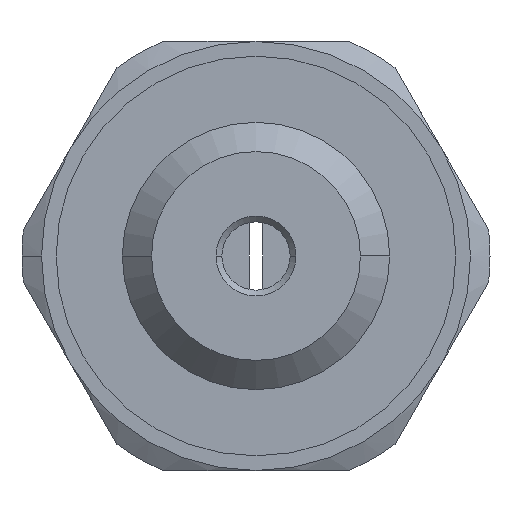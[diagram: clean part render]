
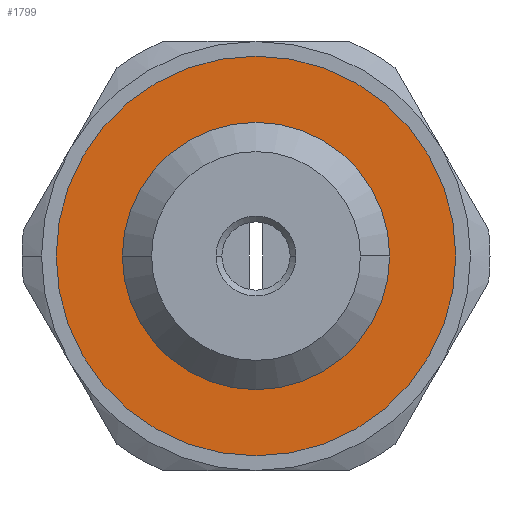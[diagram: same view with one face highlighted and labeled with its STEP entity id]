
A CAD part, front view. The second image highlights one B-rep face of the part: STEP entity #1799.
In plain terms, the highlighted planar face has unit normal (0, -1, 0).
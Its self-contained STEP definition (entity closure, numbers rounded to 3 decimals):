
#375 = AXIS2_PLACEMENT_3D ( 'NONE', #6727, #4185, #724 ) ;
#516 = FACE_BOUND ( 'NONE', #1205, .T. ) ;
#629 = CARTESIAN_POINT ( 'NONE',  ( 6.855, 0., 0. ) ) ;
#724 = DIRECTION ( 'NONE',  ( 1., 0., 0. ) ) ;
#1205 = EDGE_LOOP ( 'NONE', ( #2464, #2044 ) ) ;
#1799 = ADVANCED_FACE ( 'NONE', ( #516, #6024 ), #5414, .F. ) ;
#2000 = DIRECTION ( 'NONE',  ( 0., 1., 0. ) ) ;
#2044 = ORIENTED_EDGE ( 'NONE', *, *, #3743, .F. ) ;
#2099 = DIRECTION ( 'NONE',  ( 1., 0., 0. ) ) ;
#2253 = ORIENTED_EDGE ( 'NONE', *, *, #6136, .T. ) ;
#2346 = DIRECTION ( 'NONE',  ( 1., 0., 0. ) ) ;
#2428 = EDGE_LOOP ( 'NONE', ( #2924, #2253 ) ) ;
#2464 = ORIENTED_EDGE ( 'NONE', *, *, #5867, .F. ) ;
#2768 = AXIS2_PLACEMENT_3D ( 'NONE', #6606, #2000, #5946 ) ;
#2805 = CIRCLE ( 'NONE', #6201, 6.855 ) ;
#2822 = VERTEX_POINT ( 'NONE', #629 ) ;
#2924 = ORIENTED_EDGE ( 'NONE', *, *, #3619, .T. ) ;
#3193 = DIRECTION ( 'NONE',  ( 0., -1., 0. ) ) ;
#3384 = AXIS2_PLACEMENT_3D ( 'NONE', #7269, #3193, #5948 ) ;
#3619 = EDGE_CURVE ( 'NONE', #3642, #6020, #5215, .T. ) ;
#3642 = VERTEX_POINT ( 'NONE', #7346 ) ;
#3743 = EDGE_CURVE ( 'NONE', #7822, #2822, #7190, .T. ) ;
#4185 = DIRECTION ( 'NONE',  ( 0., -1., 0. ) ) ;
#4418 = CARTESIAN_POINT ( 'NONE',  ( 0., 0., 0. ) ) ;
#5215 = CIRCLE ( 'NONE', #375, 10.25 ) ;
#5381 = CARTESIAN_POINT ( 'NONE',  ( -6.855, 0., 0. ) ) ;
#5414 = PLANE ( 'NONE',  #2768 ) ;
#5514 = DIRECTION ( 'NONE',  ( 0., -1., 0. ) ) ;
#5867 = EDGE_CURVE ( 'NONE', #2822, #7822, #2805, .T. ) ;
#5946 = DIRECTION ( 'NONE',  ( 0., 0., 1. ) ) ;
#5948 = DIRECTION ( 'NONE',  ( 1., 0., 0. ) ) ;
#6020 = VERTEX_POINT ( 'NONE', #7966 ) ;
#6024 = FACE_OUTER_BOUND ( 'NONE', #2428, .T. ) ;
#6136 = EDGE_CURVE ( 'NONE', #6020, #3642, #7032, .T. ) ;
#6201 = AXIS2_PLACEMENT_3D ( 'NONE', #6892, #5514, #2099 ) ;
#6318 = AXIS2_PLACEMENT_3D ( 'NONE', #4418, #8541, #2346 ) ;
#6606 = CARTESIAN_POINT ( 'NONE',  ( 19.053, 0., -11. ) ) ;
#6727 = CARTESIAN_POINT ( 'NONE',  ( 0., 0., 0. ) ) ;
#6892 = CARTESIAN_POINT ( 'NONE',  ( 0., 0., 0. ) ) ;
#7032 = CIRCLE ( 'NONE', #6318, 10.25 ) ;
#7190 = CIRCLE ( 'NONE', #3384, 6.855 ) ;
#7269 = CARTESIAN_POINT ( 'NONE',  ( 0., 0., 0. ) ) ;
#7346 = CARTESIAN_POINT ( 'NONE',  ( 10.25, 0., 0. ) ) ;
#7822 = VERTEX_POINT ( 'NONE', #5381 ) ;
#7966 = CARTESIAN_POINT ( 'NONE',  ( -10.25, 0., 0. ) ) ;
#8541 = DIRECTION ( 'NONE',  ( 0., -1., 0. ) ) ;
